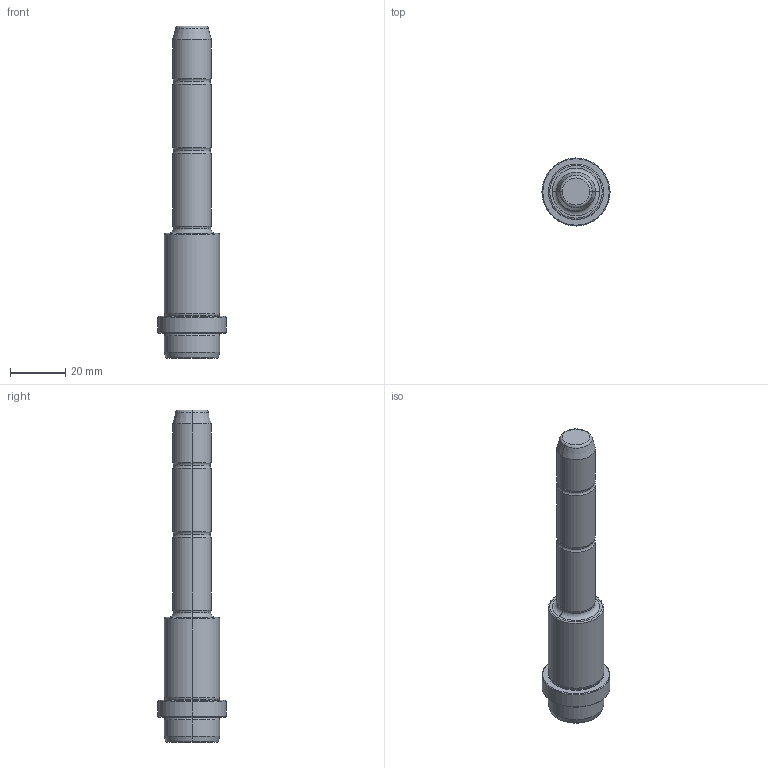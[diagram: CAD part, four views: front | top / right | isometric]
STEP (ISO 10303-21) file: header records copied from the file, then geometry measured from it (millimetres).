
FILE_DESCRIPTION(('STEP AP214'),'1');
FILE_NAME('cctmp_69B227C2-8C58-47FE-8540-979A67C71FE4_2023_07_13_11_38_19_0136_88036..stp','2023-07-13T09:38:19',('Meusburger Georg GmbH & Co KG'),('CADClick - www.CADClick.com'),'Spatial InterOp 3D',' ','unknown authorization');
FILE_SCHEMA(('AUTOMOTIVE_DESIGN'));
Length unit declared in the file: millimetre
Products named in the file (1): E 1000_14-36_75
Bounding box: 24.6 x 24.6 x 120 mm (x, y, z)
Volume: 26412.8 mm3; surface area: 7013.4 mm2
Topology: 1 solids, 1 shells, 55 faces, 108 edges, 58 vertices
Faces by surface type: torus 22, cylinder 16, cone 12, plane 5
Entity records: 1870 total; most frequent: DIRECTION 300, CARTESIAN_POINT 222, ORIENTED_EDGE 216, AXIS2_PLACEMENT_3D 136, EDGE_CURVE 108, CIRCLE 80, EDGE_LOOP 58, VERTEX_POINT 58
